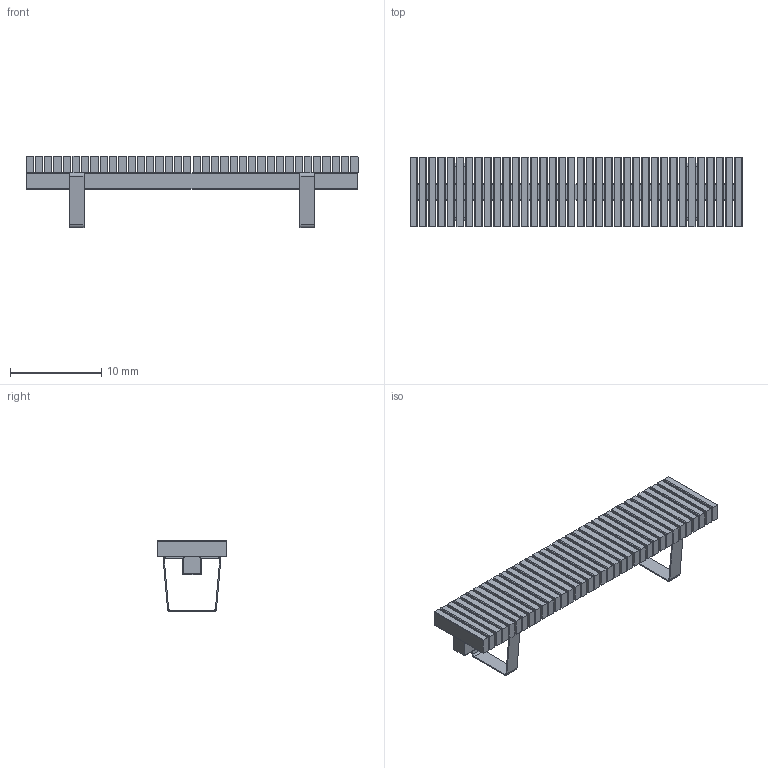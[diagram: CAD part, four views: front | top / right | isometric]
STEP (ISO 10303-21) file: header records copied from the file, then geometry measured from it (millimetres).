
FILE_DESCRIPTION(/* description */ (''),/* implementation_level */ '2;1');
FILE_NAME(/* name */ 'scale simple wood and metal chair',/* time_stamp */ '2025-05-18T18:51:36-04:00',/* author */ (''),/* organization */ (''),/* preprocessor_version */ 'ST-DEVELOPER v19.2',/* originating_system */ 'Rhino 8.18',/* authorisation */ '');
FILE_SCHEMA (('CONFIG_CONTROL_DESIGN'));
Length unit declared in the file: inch
Products named in the file (1): Document
Bounding box: 36.35 x 7.62 x 7.78 mm (x, y, z)
Volume: 518.2 mm3; surface area: 1926.2 mm2
Topology: 39 solids, 39 shells, 422 faces, 1032 edges, 688 vertices
Faces by surface type: plane 402, cylinder 20
Entity records: 12321 total; most frequent: CARTESIAN_POINT 3504, ORIENTED_EDGE 2064, DIRECTION 1082, EDGE_CURVE 1032, AXIS2_PLACEMENT_3D 752, VERTEX_POINT 688, B_SPLINE_CURVE_WITH_KNOTS 683, EDGE_LOOP 426
